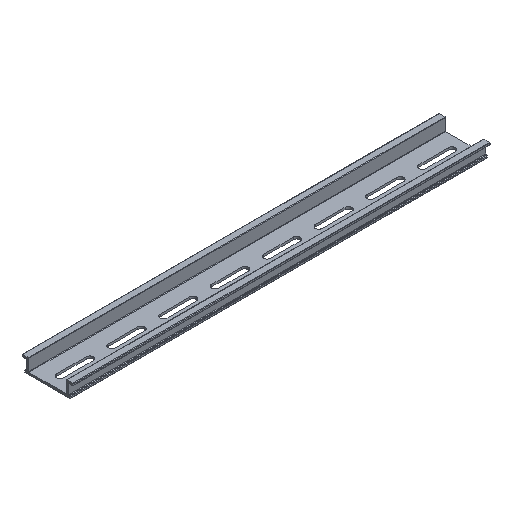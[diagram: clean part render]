
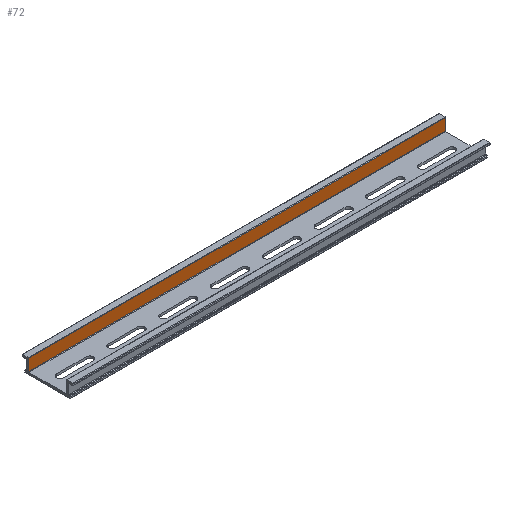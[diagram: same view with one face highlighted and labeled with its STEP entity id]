
A CAD part, isometric view. The second image highlights one B-rep face of the part: STEP entity #72.
In plain terms, the highlighted planar face has unit normal (0, -1, 0).
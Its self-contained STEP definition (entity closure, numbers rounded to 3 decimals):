
#72 = ADVANCED_FACE ( 'NONE', ( #868 ), #516, .F. ) ;
#205 = VECTOR ( 'NONE', #2094, 1000. ) ;
#265 = AXIS2_PLACEMENT_3D ( 'NONE', #2067, #705, #332 ) ;
#298 = VERTEX_POINT ( 'NONE', #1287 ) ;
#332 = DIRECTION ( 'NONE',  ( 0., 0., 1. ) ) ;
#421 = LINE ( 'NONE', #946, #1546 ) ;
#516 = PLANE ( 'NONE',  #265 ) ;
#568 = CARTESIAN_POINT ( 'NONE',  ( 143., 13., 4.732 ) ) ;
#621 = VECTOR ( 'NONE', #2245, 1000. ) ;
#696 = LINE ( 'NONE', #1394, #205 ) ;
#705 = DIRECTION ( 'NONE',  ( 0., 1., 0. ) ) ;
#709 = EDGE_CURVE ( 'NONE', #927, #298, #421, .T. ) ;
#810 = ORIENTED_EDGE ( 'NONE', *, *, #1048, .F. ) ;
#868 = FACE_OUTER_BOUND ( 'NONE', #1744, .T. ) ;
#901 = ORIENTED_EDGE ( 'NONE', *, *, #1319, .T. ) ;
#927 = VERTEX_POINT ( 'NONE', #1406 ) ;
#946 = CARTESIAN_POINT ( 'NONE',  ( 143., 13., 4.732 ) ) ;
#960 = LINE ( 'NONE', #568, #621 ) ;
#1039 = CARTESIAN_POINT ( 'NONE',  ( -143., 13., 4.732 ) ) ;
#1048 = EDGE_CURVE ( 'NONE', #298, #1779, #696, .T. ) ;
#1287 = CARTESIAN_POINT ( 'NONE',  ( 143., 13., -3.232 ) ) ;
#1319 = EDGE_CURVE ( 'NONE', #2047, #1779, #1425, .T. ) ;
#1338 = ORIENTED_EDGE ( 'NONE', *, *, #709, .F. ) ;
#1394 = CARTESIAN_POINT ( 'NONE',  ( 143., 13., -3.232 ) ) ;
#1403 = DIRECTION ( 'NONE',  ( 0., 0., -1. ) ) ;
#1406 = CARTESIAN_POINT ( 'NONE',  ( 143., 13., 4.732 ) ) ;
#1425 = LINE ( 'NONE', #1039, #2134 ) ;
#1433 = CARTESIAN_POINT ( 'NONE',  ( -143., 13., -3.232 ) ) ;
#1509 = EDGE_CURVE ( 'NONE', #927, #2047, #960, .T. ) ;
#1546 = VECTOR ( 'NONE', #1847, 1000. ) ;
#1744 = EDGE_LOOP ( 'NONE', ( #901, #810, #1338, #2160 ) ) ;
#1779 = VERTEX_POINT ( 'NONE', #1433 ) ;
#1847 = DIRECTION ( 'NONE',  ( 0., 0., -1. ) ) ;
#1895 = CARTESIAN_POINT ( 'NONE',  ( -143., 13., 4.732 ) ) ;
#2047 = VERTEX_POINT ( 'NONE', #1895 ) ;
#2067 = CARTESIAN_POINT ( 'NONE',  ( 143., 13., 4.732 ) ) ;
#2094 = DIRECTION ( 'NONE',  ( -1., 0., 0. ) ) ;
#2134 = VECTOR ( 'NONE', #1403, 1000. ) ;
#2160 = ORIENTED_EDGE ( 'NONE', *, *, #1509, .T. ) ;
#2245 = DIRECTION ( 'NONE',  ( -1., 0., 0. ) ) ;
